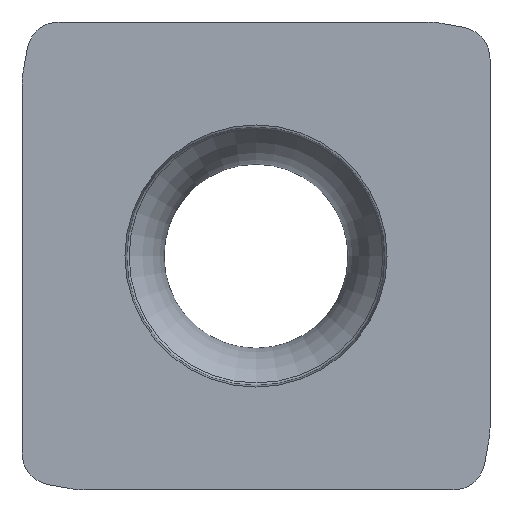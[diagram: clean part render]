
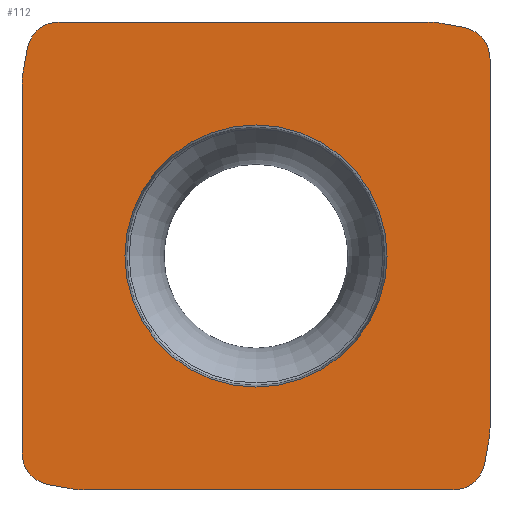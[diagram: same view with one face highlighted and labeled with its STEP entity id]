
A CAD part, top view. The second image highlights one B-rep face of the part: STEP entity #112.
In plain terms, the highlighted planar face has unit normal (0, 0, 1).
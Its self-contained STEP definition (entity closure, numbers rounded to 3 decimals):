
#38=FACE_BOUND('',#200,.T.);
#39=FACE_BOUND('',#201,.T.);
#83=CIRCLE('',#710,1.);
#84=CIRCLE('',#711,2.);
#85=CIRCLE('',#712,1.);
#86=CIRCLE('',#713,2.);
#87=CIRCLE('',#714,1.);
#88=CIRCLE('',#715,2.);
#89=CIRCLE('',#716,1.);
#90=CIRCLE('',#717,2.);
#91=CIRCLE('',#718,4.062);
#112=ADVANCED_FACE('',(#38,#39),#142,.T.);
#142=PLANE('',#719);
#200=EDGE_LOOP('',(#292,#293,#294,#295,#296,#297,#298,#299,#300,#301,#302,
#303,#304,#305,#306,#307));
#201=EDGE_LOOP('',(#308));
#292=ORIENTED_EDGE('',*,*,#499,.F.);
#293=ORIENTED_EDGE('',*,*,#500,.F.);
#294=ORIENTED_EDGE('',*,*,#501,.F.);
#295=ORIENTED_EDGE('',*,*,#502,.F.);
#296=ORIENTED_EDGE('',*,*,#503,.F.);
#297=ORIENTED_EDGE('',*,*,#504,.F.);
#298=ORIENTED_EDGE('',*,*,#505,.F.);
#299=ORIENTED_EDGE('',*,*,#506,.F.);
#300=ORIENTED_EDGE('',*,*,#507,.F.);
#301=ORIENTED_EDGE('',*,*,#508,.F.);
#302=ORIENTED_EDGE('',*,*,#509,.F.);
#303=ORIENTED_EDGE('',*,*,#510,.F.);
#304=ORIENTED_EDGE('',*,*,#511,.F.);
#305=ORIENTED_EDGE('',*,*,#512,.F.);
#306=ORIENTED_EDGE('',*,*,#513,.F.);
#307=ORIENTED_EDGE('',*,*,#514,.F.);
#308=ORIENTED_EDGE('',*,*,#515,.F.);
#430=VERTEX_POINT('',#1122);
#431=VERTEX_POINT('',#1123);
#432=VERTEX_POINT('',#1125);
#433=VERTEX_POINT('',#1127);
#434=VERTEX_POINT('',#1129);
#435=VERTEX_POINT('',#1131);
#436=VERTEX_POINT('',#1133);
#437=VERTEX_POINT('',#1135);
#438=VERTEX_POINT('',#1137);
#439=VERTEX_POINT('',#1139);
#440=VERTEX_POINT('',#1141);
#441=VERTEX_POINT('',#1143);
#442=VERTEX_POINT('',#1145);
#443=VERTEX_POINT('',#1147);
#444=VERTEX_POINT('',#1149);
#445=VERTEX_POINT('',#1151);
#446=VERTEX_POINT('',#1154);
#499=EDGE_CURVE('',#430,#431,#83,.T.);
#500=EDGE_CURVE('',#432,#430,#568,.T.);
#501=EDGE_CURVE('',#433,#432,#84,.T.);
#502=EDGE_CURVE('',#434,#433,#569,.T.);
#503=EDGE_CURVE('',#435,#434,#85,.T.);
#504=EDGE_CURVE('',#436,#435,#570,.T.);
#505=EDGE_CURVE('',#437,#436,#86,.T.);
#506=EDGE_CURVE('',#438,#437,#571,.T.);
#507=EDGE_CURVE('',#439,#438,#87,.T.);
#508=EDGE_CURVE('',#440,#439,#572,.T.);
#509=EDGE_CURVE('',#441,#440,#88,.T.);
#510=EDGE_CURVE('',#442,#441,#573,.T.);
#511=EDGE_CURVE('',#443,#442,#89,.T.);
#512=EDGE_CURVE('',#444,#443,#574,.T.);
#513=EDGE_CURVE('',#445,#444,#90,.T.);
#514=EDGE_CURVE('',#431,#445,#575,.T.);
#515=EDGE_CURVE('',#446,#446,#91,.T.);
#568=LINE('',#1124,#624);
#569=LINE('',#1128,#625);
#570=LINE('',#1132,#626);
#571=LINE('',#1136,#627);
#572=LINE('',#1140,#628);
#573=LINE('',#1144,#629);
#574=LINE('',#1148,#630);
#575=LINE('',#1152,#631);
#624=VECTOR('',#849,1.);
#625=VECTOR('',#852,1.);
#626=VECTOR('',#855,1.);
#627=VECTOR('',#858,1.);
#628=VECTOR('',#861,1.);
#629=VECTOR('',#864,1.);
#630=VECTOR('',#867,1.);
#631=VECTOR('',#870,1.);
#710=AXIS2_PLACEMENT_3D('',#1121,#847,#848);
#711=AXIS2_PLACEMENT_3D('',#1126,#850,#851);
#712=AXIS2_PLACEMENT_3D('',#1130,#853,#854);
#713=AXIS2_PLACEMENT_3D('',#1134,#856,#857);
#714=AXIS2_PLACEMENT_3D('',#1138,#859,#860);
#715=AXIS2_PLACEMENT_3D('',#1142,#862,#863);
#716=AXIS2_PLACEMENT_3D('',#1146,#865,#866);
#717=AXIS2_PLACEMENT_3D('',#1150,#868,#869);
#718=AXIS2_PLACEMENT_3D('',#1153,#871,#872);
#719=AXIS2_PLACEMENT_3D('',#1155,#873,#874);
#847=DIRECTION('',(0.,0.,-1.));
#848=DIRECTION('',(1.,0.,0.));
#849=DIRECTION('',(0.985,-0.173,0.));
#850=DIRECTION('',(0.,0.,-1.));
#851=DIRECTION('',(1.,0.,0.));
#852=DIRECTION('',(1.,0.,0.));
#853=DIRECTION('',(0.,0.,-1.));
#854=DIRECTION('',(1.,0.,0.));
#855=DIRECTION('',(0.173,0.985,0.));
#856=DIRECTION('',(0.,0.,-1.));
#857=DIRECTION('',(0.,1.,0.));
#858=DIRECTION('',(0.,1.,0.));
#859=DIRECTION('',(0.,0.,-1.));
#860=DIRECTION('',(1.,0.,0.));
#861=DIRECTION('',(-0.985,0.173,0.));
#862=DIRECTION('',(0.,0.,-1.));
#863=DIRECTION('',(-1.,0.,0.));
#864=DIRECTION('',(-1.,0.,0.));
#865=DIRECTION('',(0.,0.,-1.));
#866=DIRECTION('',(1.,0.,0.));
#867=DIRECTION('',(-0.173,-0.985,0.));
#868=DIRECTION('',(0.,0.,-1.));
#869=DIRECTION('',(0.,-1.,0.));
#870=DIRECTION('',(0.,-1.,0.));
#871=DIRECTION('',(0.,0.,1.));
#872=DIRECTION('',(1.,0.,0.));
#873=DIRECTION('',(0.,0.,1.));
#874=DIRECTION('',(1.,0.,0.));
#1121=CARTESIAN_POINT('',(6.25,6.102,0.));
#1122=CARTESIAN_POINT('',(6.423,7.087,0.));
#1123=CARTESIAN_POINT('',(7.25,6.102,0.));
#1124=CARTESIAN_POINT('',(5.668,7.22,0.));
#1125=CARTESIAN_POINT('',(5.668,7.22,0.));
#1126=CARTESIAN_POINT('',(5.322,5.25,0.));
#1127=CARTESIAN_POINT('',(5.322,7.25,0.));
#1128=CARTESIAN_POINT('',(-6.102,7.25,0.));
#1129=CARTESIAN_POINT('',(-6.102,7.25,0.));
#1130=CARTESIAN_POINT('',(-6.102,6.25,0.));
#1131=CARTESIAN_POINT('',(-7.087,6.423,0.));
#1132=CARTESIAN_POINT('',(-7.22,5.668,0.));
#1133=CARTESIAN_POINT('',(-7.22,5.668,0.));
#1134=CARTESIAN_POINT('',(-5.25,5.322,0.));
#1135=CARTESIAN_POINT('',(-7.25,5.322,0.));
#1136=CARTESIAN_POINT('',(-7.25,-6.102,0.));
#1137=CARTESIAN_POINT('',(-7.25,-6.102,0.));
#1138=CARTESIAN_POINT('',(-6.25,-6.102,0.));
#1139=CARTESIAN_POINT('',(-6.423,-7.087,0.));
#1140=CARTESIAN_POINT('',(-5.668,-7.22,0.));
#1141=CARTESIAN_POINT('',(-5.668,-7.22,0.));
#1142=CARTESIAN_POINT('',(-5.322,-5.25,0.));
#1143=CARTESIAN_POINT('',(-5.322,-7.25,0.));
#1144=CARTESIAN_POINT('',(6.102,-7.25,0.));
#1145=CARTESIAN_POINT('',(6.102,-7.25,0.));
#1146=CARTESIAN_POINT('',(6.102,-6.25,0.));
#1147=CARTESIAN_POINT('',(7.087,-6.423,0.));
#1148=CARTESIAN_POINT('',(7.22,-5.668,0.));
#1149=CARTESIAN_POINT('',(7.22,-5.668,0.));
#1150=CARTESIAN_POINT('',(5.25,-5.322,0.));
#1151=CARTESIAN_POINT('',(7.25,-5.322,0.));
#1152=CARTESIAN_POINT('',(7.25,6.102,0.));
#1153=CARTESIAN_POINT('',(0.,0.,0.));
#1154=CARTESIAN_POINT('',(4.062,0.,0.));
#1155=CARTESIAN_POINT('',(12.7,-12.7,0.));
